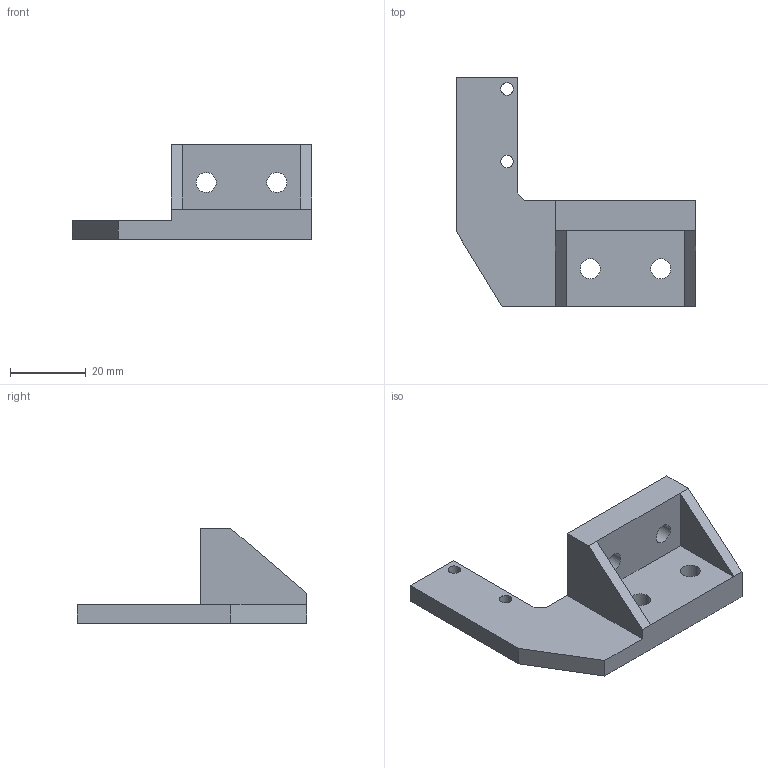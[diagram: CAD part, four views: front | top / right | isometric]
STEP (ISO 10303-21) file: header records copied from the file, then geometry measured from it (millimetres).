
FILE_DESCRIPTION(/* description */ (''),/* implementation_level */ '2;1');
FILE_NAME(/* name */ 'Suporte Switch Lmite Z.stp',/* time_stamp */ '2024-06-03T12:08:30-05:00',/* author */ ('juanp'),/* organization */ (''),/* preprocessor_version */ 'ST-DEVELOPER v19.2',/* originating_system */ 'Autodesk Inventor 2024',/* authorisation */ '');
FILE_SCHEMA (('AUTOMOTIVE_DESIGN { 1 0 10303 214 3 1 1 }'));
Length unit declared in the file: millimetre
Products named in the file (1): Suporte Switch Límite
Bounding box: 63.25 x 60.5 x 25.01 mm (x, y, z)
Volume: 19276.9 mm3; surface area: 9100.6 mm2
Topology: 1 solids, 1 shells, 27 faces, 71 edges, 46 vertices
Faces by surface type: plane 21, cylinder 6
Full cylindrical faces by diameter (mm): 3.3 x2, 5.3 x4
Entity records: 892 total; most frequent: CARTESIAN_POINT 145, ORIENTED_EDGE 142, DIRECTION 139, EDGE_CURVE 71, LINE 59, VECTOR 59, VERTEX_POINT 46, AXIS2_PLACEMENT_3D 40
